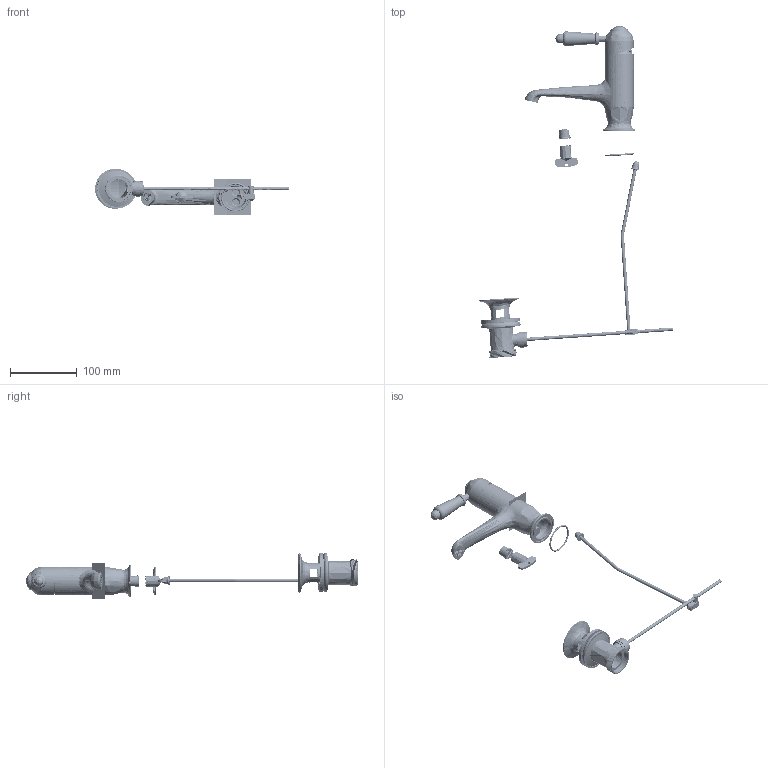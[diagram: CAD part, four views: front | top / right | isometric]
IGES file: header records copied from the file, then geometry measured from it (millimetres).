
Global section: file name: CH20_igs.igs; native system: NX V6.0; preprocessor: SIEMENS UGS NX 6.0; date: 20141118.125534; units: millimetre
Bounding box: 290.66 x 498.02 x 69.56 mm (x, y, z)
Surface area: 164369.6 mm2 (no closed solid volume)
Topology: 0 solids, 0 shells, 2383 faces, 17293 edges, 17285 vertices
Faces by surface type: bspline 2383
